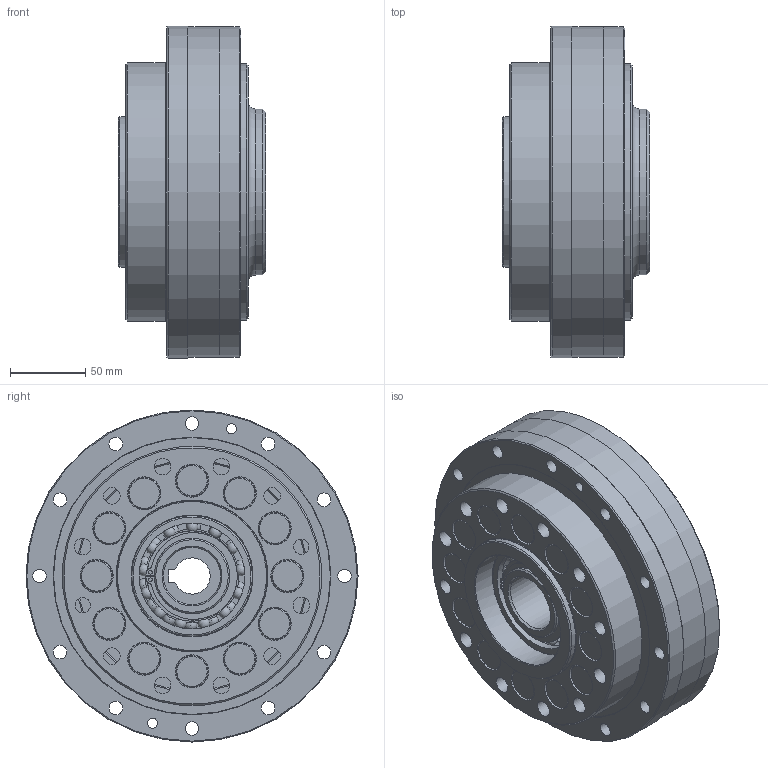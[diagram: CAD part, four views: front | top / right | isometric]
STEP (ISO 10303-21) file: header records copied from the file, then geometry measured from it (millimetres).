
FILE_DESCRIPTION(/* description */ (''),/* implementation_level */ '2;1');
FILE_NAME(/* name */ 'FC-A45_STD.stp',/* time_stamp */ '2017-12-06T10:10:29+09:00',/* author */ ('Ikk_Taniyama'),/* organization */ (''),/* preprocessor_version */ 'ST-DEVELOPER v15.6',/* originating_system */ 'Autodesk Inventor 2015',/* authorisation */ '');
FILE_SCHEMA (('AUTOMOTIVE_DESIGN { 1 0 10303 214 3 1 1 }'));
Length unit declared in the file: millimetre
Products named in the file (1): FC-A45_STD
Bounding box: 97.5 x 220 x 220 mm (x, y, z)
Volume: 1744561.2 mm3; surface area: 330918.9 mm2
Topology: 30 solids, 52 shells, 575 faces, 1303 edges, 824 vertices
Faces by surface type: cylinder 208, plane 184, cone 92, torus 64, sphere 27
Full cylindrical faces by diameter (mm): 2.5 x6, 4.917 x4, 6 x4, 6.6 x4, 6.647 x2, 9 x26, 10 x4, 10.106 x2, 11 x14, 17.5 x24, 17.538 x12, 21 x12, 22 x12, 38 x1, 47 x2, 50 x6, 54 x1, 56 x2, 56.42 x1, 56.954 x2, 57.636 x1, 58.302 x1, 59.78 x2, 60.145 x2, 62 x1, 70.22 x2, 71 x1, 71.218 x2, 73.728 x2, 74 x1
Entity records: 14695 total; most frequent: DIRECTION 2712, CARTESIAN_POINT 2245, ORIENTED_EDGE 1802, AXIS2_PLACEMENT_3D 1287, EDGE_LOOP 1049, EDGE_CURVE 875, VERTEX_POINT 742, CIRCLE 711
